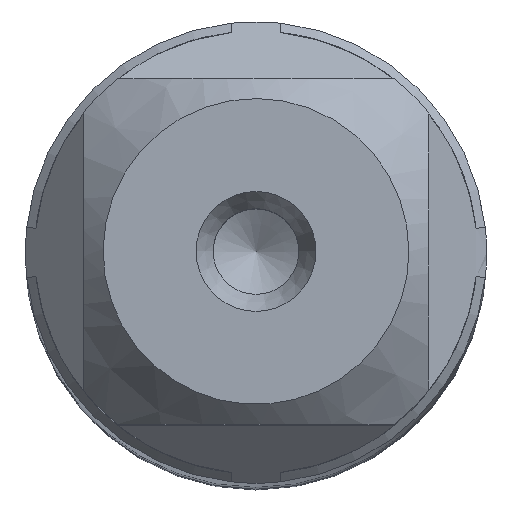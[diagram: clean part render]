
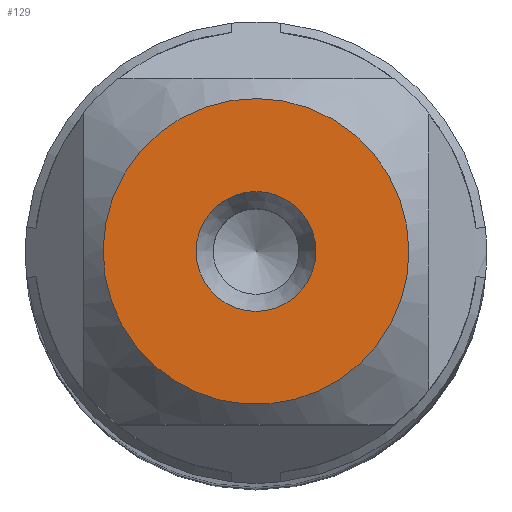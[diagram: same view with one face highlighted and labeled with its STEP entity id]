
A CAD part, top view. The second image highlights one B-rep face of the part: STEP entity #129.
In plain terms, the highlighted planar face has unit normal (0, 0, 1).
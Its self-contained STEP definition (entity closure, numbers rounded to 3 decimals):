
#44=PLANE('',#647);
#129=ADVANCED_FACE('',(#186,#187),#44,.F.);
#186=FACE_BOUND('',#232,.T.);
#187=FACE_BOUND('',#233,.T.);
#232=EDGE_LOOP('',(#332));
#233=EDGE_LOOP('',(#333));
#332=ORIENTED_EDGE('',*,*,#499,.T.);
#333=ORIENTED_EDGE('',*,*,#457,.T.);
#405=VERTEX_POINT('',#915);
#435=VERTEX_POINT('',#1045);
#457=EDGE_CURVE('',#405,#405,#519,.T.);
#499=EDGE_CURVE('',#435,#435,#533,.T.);
#519=CIRCLE('',#610,2.678);
#533=CIRCLE('',#646,1.05);
#610=AXIS2_PLACEMENT_3D('',#914,#707,#708);
#646=AXIS2_PLACEMENT_3D('',#1044,#787,#788);
#647=AXIS2_PLACEMENT_3D('',#1046,#789,#790);
#707=DIRECTION('',(0.,0.,1.));
#708=DIRECTION('',(1.,0.,0.));
#787=DIRECTION('',(0.,0.,-1.));
#788=DIRECTION('',(-1.,0.,0.));
#789=DIRECTION('',(0.,0.,-1.));
#790=DIRECTION('',(-1.,0.,0.));
#914=CARTESIAN_POINT('',(0.,0.,0.));
#915=CARTESIAN_POINT('',(2.678,0.,0.));
#1044=CARTESIAN_POINT('',(0.,0.,0.));
#1045=CARTESIAN_POINT('',(-1.05,0.,0.));
#1046=CARTESIAN_POINT('',(4.24,0.,0.));
